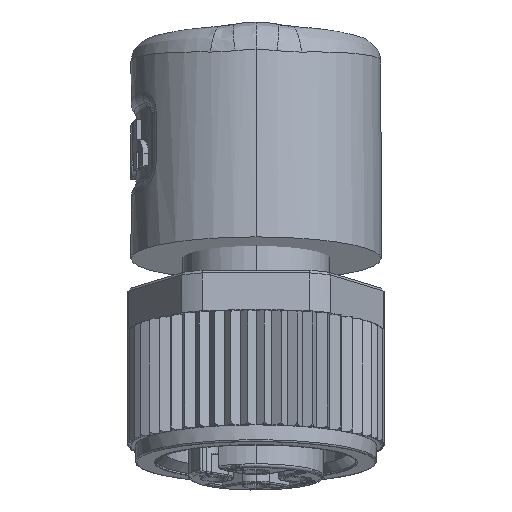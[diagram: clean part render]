
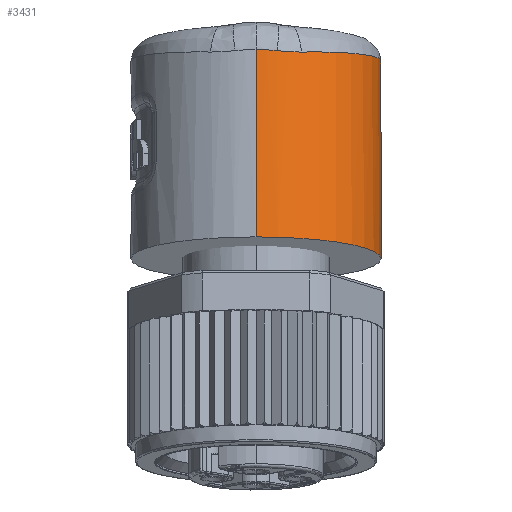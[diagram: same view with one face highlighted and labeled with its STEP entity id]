
A CAD part, front view. The second image highlights one B-rep face of the part: STEP entity #3431.
In plain terms, the highlighted cylindrical face has radius 7.5 mm (diameter 15 mm), a partial arc.
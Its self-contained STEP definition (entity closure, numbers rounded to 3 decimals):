
#3431=ADVANCED_FACE('',(#6881),#6882,.T.);
#6881=FACE_OUTER_BOUND('',#22415,.T.);
#6882=CYLINDRICAL_SURFACE('',#22416,7.5);
#22415=EDGE_LOOP('',(#33728,#33729,#33730,#33731,#33732,#33733,#33734,#33735,#33736,#33737,#33738));
#22416=AXIS2_PLACEMENT_3D('',#33739,#33740,#33741);
#33728=ORIENTED_EDGE('',*,*,#37841,.F.);
#33729=ORIENTED_EDGE('',*,*,#37845,.F.);
#33730=ORIENTED_EDGE('',*,*,#37982,.F.);
#33731=ORIENTED_EDGE('',*,*,#37983,.F.);
#33732=ORIENTED_EDGE('',*,*,#37984,.F.);
#33733=ORIENTED_EDGE('',*,*,#37847,.F.);
#33734=ORIENTED_EDGE('',*,*,#37837,.F.);
#33735=ORIENTED_EDGE('',*,*,#37985,.F.);
#33736=ORIENTED_EDGE('',*,*,#37892,.T.);
#33737=ORIENTED_EDGE('',*,*,#37986,.T.);
#33738=ORIENTED_EDGE('',*,*,#37834,.F.);
#33739=CARTESIAN_POINT('',(0.0,6.646,-7.682));
#33740=DIRECTION('',(0.0,-0.174,-0.985));
#33741=DIRECTION('',(0.0,-0.985,0.174));
#37834=EDGE_CURVE('',#43443,#43439,#43445,.T.);
#37837=EDGE_CURVE('',#43447,#43449,#43450,.T.);
#37841=EDGE_CURVE('',#43453,#43443,#43455,.T.);
#37845=EDGE_CURVE('',#43459,#43453,#43461,.T.);
#37847=EDGE_CURVE('',#43449,#43463,#43464,.T.);
#37892=EDGE_CURVE('',#43524,#43523,#43526,.T.);
#37982=EDGE_CURVE('',#43652,#43459,#43653,.T.);
#37983=EDGE_CURVE('',#43654,#43652,#43655,.T.);
#37984=EDGE_CURVE('',#43463,#43654,#43656,.T.);
#37985=EDGE_CURVE('',#43524,#43447,#43657,.T.);
#37986=EDGE_CURVE('',#43523,#43439,#43658,.T.);
#43439=VERTEX_POINT('',#54875);
#43443=VERTEX_POINT('',#54903);
#43445=B_SPLINE_CURVE_WITH_KNOTS('',3,(#54909,#54910,#54911,#54912,#54913,#54914,#54915,#54916,#54917,#54918,#54919,#54920,#54921,#54922,#54923,#54924,#54925,#54926,#54927,#54928,#54929,#54930),.UNSPECIFIED.,.F.,.F.,(4,1,1,1,1,1,1,1,1,1,1,1,1,1,1,1,1,1,1,4),(0.0,0.053,0.105,0.158,0.211,0.263,0.316,0.368,0.421,0.474,0.526,0.579,0.632,0.684,0.737,0.789,0.842,0.895,0.947,1.0),.UNSPECIFIED.);
#43447=VERTEX_POINT('',#54932);
#43449=VERTEX_POINT('',#54940);
#43450=B_SPLINE_CURVE_WITH_KNOTS('',3,(#54941,#54942,#54943,#54944,#54945,#54946,#54947,#54948),.UNSPECIFIED.,.F.,.F.,(4,1,1,1,1,4),(0.0,0.203,0.406,0.606,0.804,1.0),.UNSPECIFIED.);
#43453=VERTEX_POINT('',#54957);
#43455=B_SPLINE_CURVE_WITH_KNOTS('',3,(#54962,#54963,#54964,#54965,#54966,#54967),.UNSPECIFIED.,.F.,.F.,(4,1,1,4),(0.0,0.333,0.667,1.0),.UNSPECIFIED.);
#43459=VERTEX_POINT('',#54976);
#43461=B_SPLINE_CURVE_WITH_KNOTS('',3,(#54981,#54982,#54983,#54984,#54985,#54986),.UNSPECIFIED.,.F.,.F.,(4,1,1,4),(0.0,0.333,0.667,1.0),.UNSPECIFIED.);
#43463=VERTEX_POINT('',#54988);
#43464=B_SPLINE_CURVE_WITH_KNOTS('',3,(#54989,#54990,#54991,#54992,#54993,#54994),.UNSPECIFIED.,.F.,.F.,(4,1,1,4),(0.0,0.333,0.667,1.0),.UNSPECIFIED.);
#43523=VERTEX_POINT('',#55183);
#43524=VERTEX_POINT('',#55184);
#43526=CIRCLE('',#55186,7.5);
#43652=VERTEX_POINT('',#55897);
#43653=B_SPLINE_CURVE_WITH_KNOTS('',3,(#55898,#55899,#55900,#55901,#55902,#55903),.UNSPECIFIED.,.F.,.F.,(4,1,1,4),(0.0,0.333,0.667,1.0),.UNSPECIFIED.);
#43654=VERTEX_POINT('',#55904);
#43655=B_SPLINE_CURVE_WITH_KNOTS('',3,(#55905,#55906,#55907,#55908,#55909,#55910),.UNSPECIFIED.,.F.,.F.,(4,1,1,4),(0.0,0.333,0.667,1.0),.UNSPECIFIED.);
#43656=B_SPLINE_CURVE_WITH_KNOTS('',3,(#55911,#55912,#55913,#55914,#55915,#55916,#55917,#55918,#55919,#55920,#55921,#55922,#55923,#55924,#55925),.UNSPECIFIED.,.F.,.F.,(4,1,1,1,1,1,1,1,1,1,1,1,4),(0.0,0.083,0.167,0.25,0.333,0.417,0.5,0.583,0.667,0.75,0.833,0.917,1.0),.UNSPECIFIED.);
#43657=LINE('',#55926,#55927);
#43658=LINE('',#55928,#55929);
#54875=CARTESIAN_POINT('',(0.,14.348,-7.187));
#54903=CARTESIAN_POINT('',(6.536,11.568,-0.949));
#54909=CARTESIAN_POINT('',(6.536,11.568,-0.949));
#54910=CARTESIAN_POINT('',(6.52,11.574,-1.077));
#54911=CARTESIAN_POINT('',(6.481,11.598,-1.342));
#54912=CARTESIAN_POINT('',(6.394,11.67,-1.769));
#54913=CARTESIAN_POINT('',(6.273,11.784,-2.227));
#54914=CARTESIAN_POINT('',(6.109,11.942,-2.719));
#54915=CARTESIAN_POINT('',(5.893,12.145,-3.24));
#54916=CARTESIAN_POINT('',(5.622,12.382,-3.772));
#54917=CARTESIAN_POINT('',(5.296,12.642,-4.298));
#54918=CARTESIAN_POINT('',(4.928,12.904,-4.791));
#54919=CARTESIAN_POINT('',(4.528,13.155,-5.239));
#54920=CARTESIAN_POINT('',(4.105,13.387,-5.637));
#54921=CARTESIAN_POINT('',(3.667,13.595,-5.984));
#54922=CARTESIAN_POINT('',(3.219,13.777,-6.282));
#54923=CARTESIAN_POINT('',(2.764,13.934,-6.534));
#54924=CARTESIAN_POINT('',(2.305,14.064,-6.741));
#54925=CARTESIAN_POINT('',(1.844,14.169,-6.907));
#54926=CARTESIAN_POINT('',(1.381,14.25,-7.034));
#54927=CARTESIAN_POINT('',(0.918,14.307,-7.123));
#54928=CARTESIAN_POINT('',(0.457,14.341,-7.175));
#54929=CARTESIAN_POINT('',(0.152,14.348,-7.187));
#54930=CARTESIAN_POINT('',(0.,14.348,-7.187));
#54932=CARTESIAN_POINT('',(0.,1.239,4.847));
#54940=CARTESIAN_POINT('',(1.266,1.337,4.784));
#54941=CARTESIAN_POINT('',(0.,1.239,4.847));
#54942=CARTESIAN_POINT('',(0.086,1.239,4.847));
#54943=CARTESIAN_POINT('',(0.259,1.242,4.846));
#54944=CARTESIAN_POINT('',(0.516,1.254,4.839));
#54945=CARTESIAN_POINT('',(0.769,1.274,4.828));
#54946=CARTESIAN_POINT('',(1.019,1.302,4.81));
#54947=CARTESIAN_POINT('',(1.184,1.325,4.794));
#54948=CARTESIAN_POINT('',(1.266,1.337,4.784));
#54957=CARTESIAN_POINT('',(6.569,11.604,-0.401));
#54962=CARTESIAN_POINT('',(6.569,11.604,-0.401));
#54963=CARTESIAN_POINT('',(6.569,11.594,-0.458));
#54964=CARTESIAN_POINT('',(6.568,11.576,-0.576));
#54965=CARTESIAN_POINT('',(6.557,11.563,-0.758));
#54966=CARTESIAN_POINT('',(6.544,11.565,-0.885));
#54967=CARTESIAN_POINT('',(6.536,11.568,-0.949));
#54976=CARTESIAN_POINT('',(6.561,11.795,0.599));
#54981=CARTESIAN_POINT('',(6.561,11.795,0.599));
#54982=CARTESIAN_POINT('',(6.562,11.774,0.488));
#54983=CARTESIAN_POINT('',(6.564,11.732,0.266));
#54984=CARTESIAN_POINT('',(6.567,11.667,-0.067));
#54985=CARTESIAN_POINT('',(6.568,11.625,-0.29));
#54986=CARTESIAN_POINT('',(6.569,11.604,-0.401));
#54988=CARTESIAN_POINT('',(2.72,1.732,4.701));
#54989=CARTESIAN_POINT('',(1.266,1.337,4.784));
#54990=CARTESIAN_POINT('',(1.44,1.364,4.765));
#54991=CARTESIAN_POINT('',(1.781,1.43,4.731));
#54992=CARTESIAN_POINT('',(2.267,1.564,4.702));
#54993=CARTESIAN_POINT('',(2.572,1.673,4.699));
#54994=CARTESIAN_POINT('',(2.72,1.732,4.701));
#55183=CARTESIAN_POINT('',(0.,14.032,-8.984));
#55184=CARTESIAN_POINT('',(0.0,-0.741,-6.379));
#55186=AXIS2_PLACEMENT_3D('',#61806,#61807,#61808);
#55897=CARTESIAN_POINT('',(6.507,12.012,1.274));
#55898=CARTESIAN_POINT('',(6.507,12.012,1.274));
#55899=CARTESIAN_POINT('',(6.519,11.977,1.194));
#55900=CARTESIAN_POINT('',(6.539,11.913,1.038));
#55901=CARTESIAN_POINT('',(6.556,11.841,0.812));
#55902=CARTESIAN_POINT('',(6.561,11.808,0.669));
#55903=CARTESIAN_POINT('',(6.561,11.795,0.599));
#55904=CARTESIAN_POINT('',(5.818,13.425,3.511));
#55905=CARTESIAN_POINT('',(5.818,13.425,3.511));
#55906=CARTESIAN_POINT('',(5.945,13.22,3.248));
#55907=CARTESIAN_POINT('',(6.158,12.838,2.731));
#55908=CARTESIAN_POINT('',(6.378,12.363,1.986));
#55909=CARTESIAN_POINT('',(6.471,12.117,1.509));
#55910=CARTESIAN_POINT('',(6.507,12.012,1.274));
#55911=CARTESIAN_POINT('',(2.72,1.732,4.701));
#55912=CARTESIAN_POINT('',(3.086,1.877,4.707));
#55913=CARTESIAN_POINT('',(3.796,2.226,4.71));
#55914=CARTESIAN_POINT('',(4.763,2.904,4.689));
#55915=CARTESIAN_POINT('',(5.613,3.722,4.644));
#55916=CARTESIAN_POINT('',(6.321,4.651,4.577));
#55917=CARTESIAN_POINT('',(6.89,5.702,4.488));
#55918=CARTESIAN_POINT('',(7.282,6.819,4.381));
#55919=CARTESIAN_POINT('',(7.492,7.984,4.257));
#55920=CARTESIAN_POINT('',(7.52,9.138,4.124));
#55921=CARTESIAN_POINT('',(7.361,10.32,3.976));
#55922=CARTESIAN_POINT('',(7.019,11.445,3.823));
#55923=CARTESIAN_POINT('',(6.508,12.494,3.667));
#55924=CARTESIAN_POINT('',(6.063,13.128,3.563));
#55925=CARTESIAN_POINT('',(5.818,13.425,3.511));
#55926=CARTESIAN_POINT('',(0.0,-0.741,-6.379));
#55927=VECTOR('',#61828,11.4);
#55928=CARTESIAN_POINT('',(0.,14.032,-8.984));
#55929=VECTOR('',#61829,1.825);
#61806=CARTESIAN_POINT('',(0.0,6.646,-7.682));
#61807=DIRECTION('',(0.0,0.174,0.985));
#61808=DIRECTION('',(0.0,-0.985,0.174));
#61828=DIRECTION('',(0.,0.174,0.985));
#61829=DIRECTION('',(0.,0.174,0.985));
